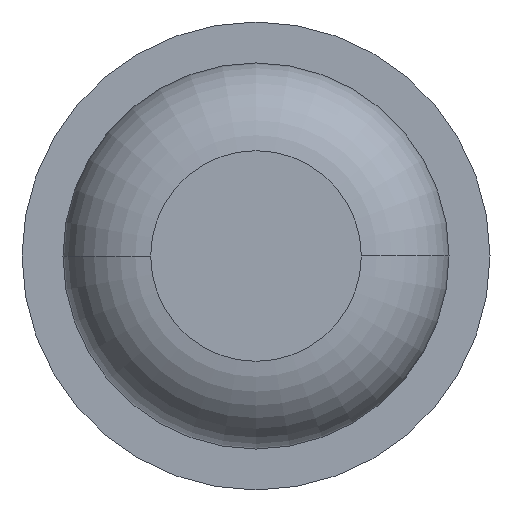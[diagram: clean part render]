
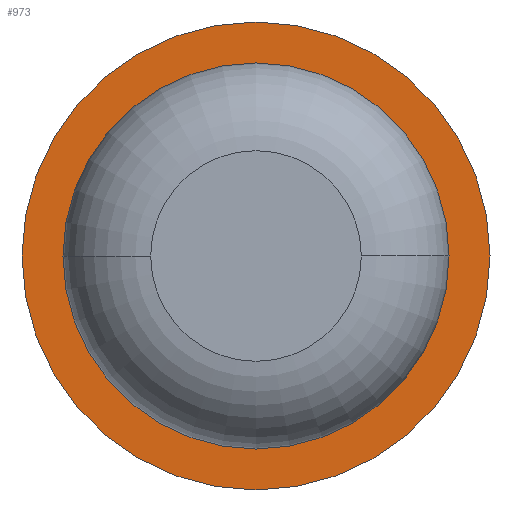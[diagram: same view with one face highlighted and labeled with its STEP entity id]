
A CAD part, front view. The second image highlights one B-rep face of the part: STEP entity #973.
In plain terms, the highlighted planar face has unit normal (0, -1, 0).
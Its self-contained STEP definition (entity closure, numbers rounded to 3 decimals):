
#198 = EDGE_LOOP ( 'NONE', ( #4039, #3029 ) ) ;
#212 = VERTEX_POINT ( 'NONE', #1771 ) ;
#268 = PLANE ( 'NONE',  #748 ) ;
#318 = CARTESIAN_POINT ( 'NONE',  ( 0., -6., 0. ) ) ;
#635 = EDGE_CURVE ( 'Defeature ausgef�hrt1_10+Defeature ausgef�hrt1_3+Defeature ausgef�hrt1_3+Defeature ausgef�hrt1_3', #1789, #4252, #3826, .T. ) ;
#748 = AXIS2_PLACEMENT_3D ( 'NONE', #3058, #1313, #3071 ) ;
#973 = ADVANCED_FACE ( 'Defeature ausgef�hrt1_10', ( #2896, #1013 ), #268, .F. ) ;
#1013 = FACE_BOUND ( 'NONE', #1320, .T. ) ;
#1019 = EDGE_CURVE ( 'Defeature ausgef�hrt1_11+Defeature ausgef�hrt1_10+Defeature ausgef�hrt1_10+Defeature ausgef�hrt1_10', #4141, #212, #4166, .T. ) ;
#1027 = AXIS2_PLACEMENT_3D ( 'NONE', #318, #2806, #3885 ) ;
#1234 = AXIS2_PLACEMENT_3D ( 'NONE', #3847, #2081, #4565 ) ;
#1313 = DIRECTION ( 'NONE',  ( 0., 1., 0. ) ) ;
#1320 = EDGE_LOOP ( 'NONE', ( #1904, #3638 ) ) ;
#1562 = AXIS2_PLACEMENT_3D ( 'NONE', #3809, #1704, #2743 ) ;
#1637 = DIRECTION ( 'NONE',  ( 0., 1., 0. ) ) ;
#1704 = DIRECTION ( 'NONE',  ( 0., 1., 0. ) ) ;
#1771 = CARTESIAN_POINT ( 'NONE',  ( -1., -6., 0. ) ) ;
#1789 = VERTEX_POINT ( 'NONE', #1931 ) ;
#1861 = AXIS2_PLACEMENT_3D ( 'NONE', #2665, #1637, #2328 ) ;
#1904 = ORIENTED_EDGE ( 'NONE', *, *, #2227, .T. ) ;
#1931 = CARTESIAN_POINT ( 'NONE',  ( 0.825, -6., 0. ) ) ;
#2081 = DIRECTION ( 'NONE',  ( 0., 1., 0. ) ) ;
#2159 = EDGE_CURVE ( 'Defeature ausgef�hrt1_11+Defeature ausgef�hrt1_10+Defeature ausgef�hrt1_10+Defeature ausgef�hrt1_10', #212, #4141, #3210, .T. ) ;
#2227 = EDGE_CURVE ( 'Defeature ausgef�hrt1_10+Defeature ausgef�hrt1_3+Defeature ausgef�hrt1_3+Defeature ausgef�hrt1_3', #4252, #1789, #2342, .T. ) ;
#2328 = DIRECTION ( 'NONE',  ( -1., 0., 0. ) ) ;
#2342 = CIRCLE ( 'NONE', #1562, 0.825 ) ;
#2665 = CARTESIAN_POINT ( 'NONE',  ( 0., -6., 0. ) ) ;
#2743 = DIRECTION ( 'NONE',  ( -1., 0., 0. ) ) ;
#2806 = DIRECTION ( 'NONE',  ( 0., 1., 0. ) ) ;
#2896 = FACE_OUTER_BOUND ( 'NONE', #198, .T. ) ;
#3029 = ORIENTED_EDGE ( 'NONE', *, *, #1019, .F. ) ;
#3058 = CARTESIAN_POINT ( 'NONE',  ( 0.825, -6., 0. ) ) ;
#3071 = DIRECTION ( 'NONE',  ( -1., 0., 0. ) ) ;
#3210 = CIRCLE ( 'NONE', #1861, 1. ) ;
#3368 = CARTESIAN_POINT ( 'NONE',  ( 1., -6., 0. ) ) ;
#3638 = ORIENTED_EDGE ( 'NONE', *, *, #635, .T. ) ;
#3796 = CARTESIAN_POINT ( 'NONE',  ( -0.825, -6., 0. ) ) ;
#3809 = CARTESIAN_POINT ( 'NONE',  ( 0., -6., 0. ) ) ;
#3826 = CIRCLE ( 'NONE', #1027, 0.825 ) ;
#3847 = CARTESIAN_POINT ( 'NONE',  ( 0., -6., 0. ) ) ;
#3885 = DIRECTION ( 'NONE',  ( -1., 0., 0. ) ) ;
#4039 = ORIENTED_EDGE ( 'NONE', *, *, #2159, .F. ) ;
#4141 = VERTEX_POINT ( 'NONE', #3368 ) ;
#4166 = CIRCLE ( 'NONE', #1234, 1. ) ;
#4252 = VERTEX_POINT ( 'NONE', #3796 ) ;
#4565 = DIRECTION ( 'NONE',  ( -1., 0., 0. ) ) ;
